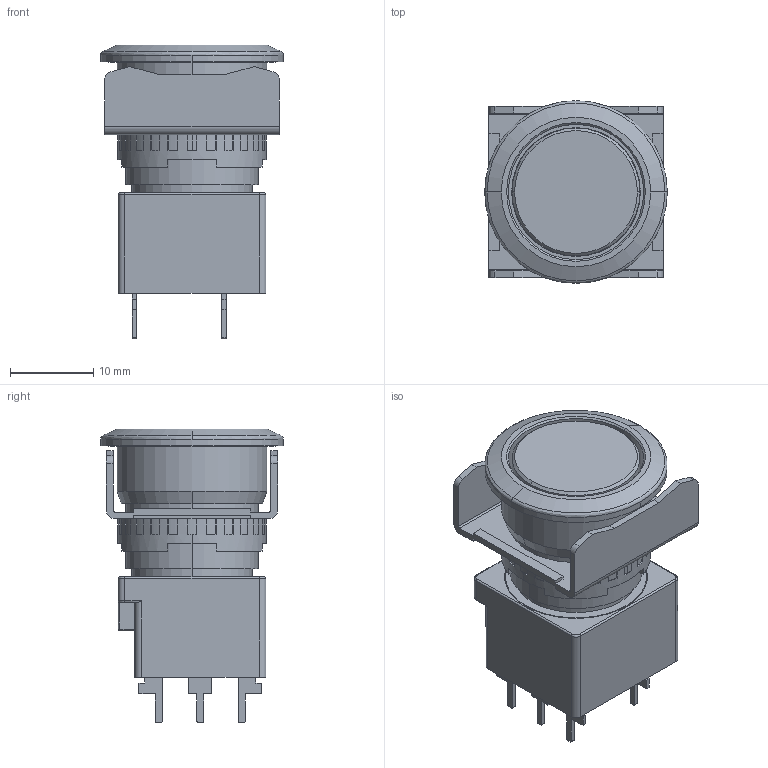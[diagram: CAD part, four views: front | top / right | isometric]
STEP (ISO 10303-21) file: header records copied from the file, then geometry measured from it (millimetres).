
FILE_DESCRIPTION (( 'STEP AP214' ), '1' );
FILE_NAME ('216_LB6(M)B-[M][A]1TxV$.STEP', '2020-09-25T01:23:10', ( 'IDEC' ), ( 'IDEC' ), 'SwSTEP 2.0', 'SolidWorks 2019', '' );
FILE_SCHEMA (( 'AUTOMOTIVE_DESIGN' ));
Length unit declared in the file: millimetre
Products named in the file (5): LB-FL-BODY-M; LB-FL-NUT-SET; LB-OPERATOR-M; 216_LB6(M)B-[M][A]1TxV$; LB-T2V
Assembly tree (4 placements, depth 2):
  216_LB6(M)B-[M][A]1TxV$
    LB-FL-BODY-M
    LB-OPERATOR-M
    LB-T2V
    LB-FL-NUT-SET
Bounding box: 22 x 22 x 35.4 mm (x, y, z)
Volume: 7622.8 mm3; surface area: 6266.8 mm2
Topology: 4 solids, 4 shells, 360 faces, 973 edges, 628 vertices
Faces by surface type: plane 220, cylinder 114, bspline 14, cone 12
Entity records: 12488 total; most frequent: CARTESIAN_POINT 2336, DIRECTION 1942, ORIENTED_EDGE 1934, EDGE_CURVE 967, LINE 658, VECTOR 658, AXIS2_PLACEMENT_3D 642, VERTEX_POINT 628
